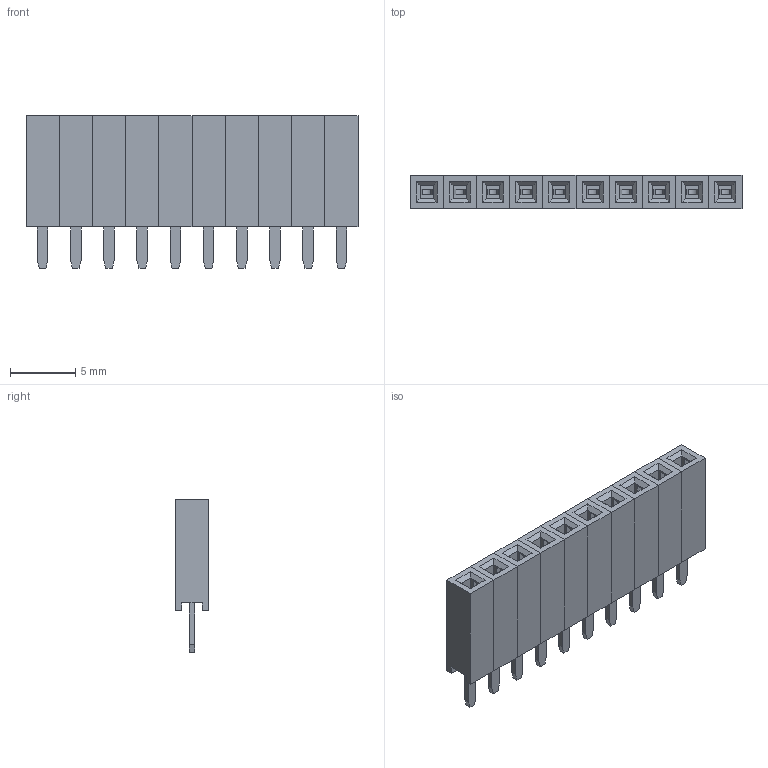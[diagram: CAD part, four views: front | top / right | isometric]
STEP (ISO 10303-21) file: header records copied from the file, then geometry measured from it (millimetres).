
FILE_DESCRIPTION (( 'STEP AP214' ), '1' );
FILE_NAME ('User Library-HeaderRangLuocDonThang2.54mm.STEP', '2019-04-08T09:27:47', ( '' ), ( '' ), 'SwSTEP 2.0', 'SolidWorks 2019', '' );
FILE_SCHEMA (( 'AUTOMOTIVE_DESIGN' ));
Length unit declared in the file: millimetre
Products named in the file (1): User Library-HeaderRangLuocDonThang2.54mm
Bounding box: 25.4 x 2.54 x 11.7 mm (x, y, z)
Volume: 457.2 mm3; surface area: 1732.7 mm2
Topology: 10 solids, 10 shells, 480 faces, 1340 edges, 880 vertices
Faces by surface type: plane 470, cylinder 10
Entity records: 20519 total; most frequent: CARTESIAN_POINT 2701, ORIENTED_EDGE 2680, DIRECTION 2322, EDGE_CURVE 1340, LINE 1320, VECTOR 1320, VERTEX_POINT 880, EDGE_LOOP 520
